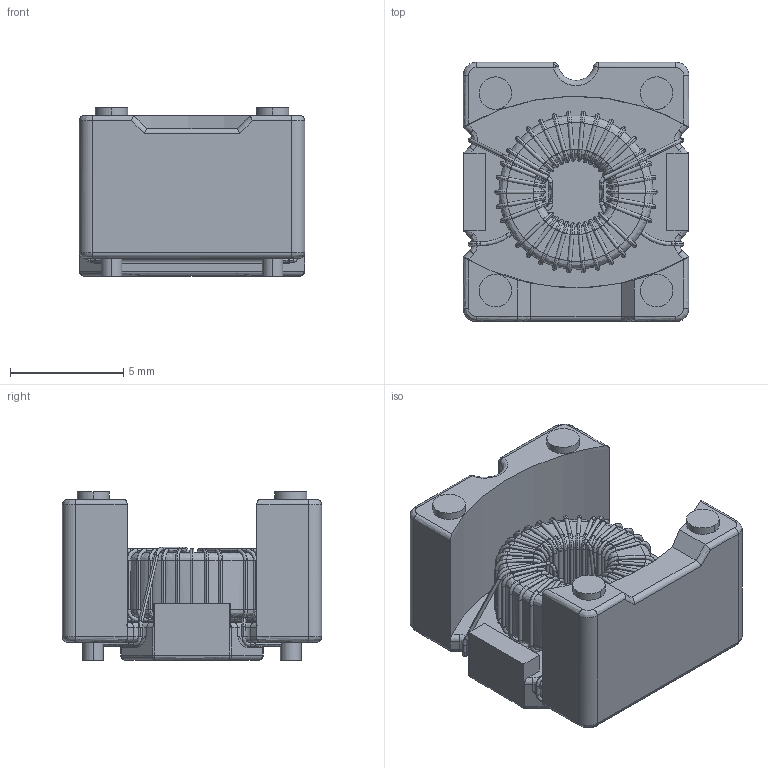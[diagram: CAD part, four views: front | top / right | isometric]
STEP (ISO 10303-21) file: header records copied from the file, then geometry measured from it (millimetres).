
FILE_DESCRIPTION(('FreeCAD Model'),'2;1');
FILE_NAME('Open CASCADE Shape Model','2025-04-29T09:49:38',('FreeCAD'),( 'FreeCAD'),'Open CASCADE STEP processor 7.6','FreeCAD','Unknown');
FILE_SCHEMA(('AUTOMOTIVE_DESIGN { 1 0 10303 214 1 1 1 1 }'));
Products named in the file (1): Open CASCADE STEP translator 7.6 1
Bounding box: 9.96 x 11.44 x 7.44 mm (x, y, z)
Volume: 438.9 mm3; surface area: 1058.4 mm2
Topology: 8 solids, 8 shells, 803 faces, 2209 edges, 1412 vertices
Faces by surface type: bspline 803
Entity records: 44654 total; most frequent: CARTESIAN_POINT 33464, ORIENTED_EDGE 4390, EDGE_CURVE 2195, VERTEX_POINT 1412, FACE_BOUND 817, EDGE_LOOP 817, ADVANCED_FACE 803, B_SPLINE_CURVE_WITH_KNOTS 670
